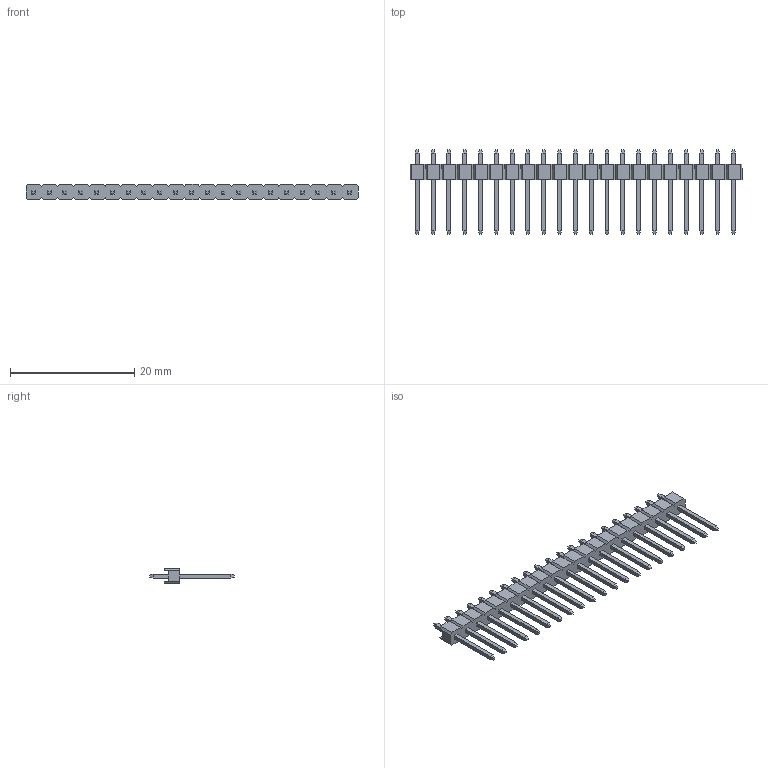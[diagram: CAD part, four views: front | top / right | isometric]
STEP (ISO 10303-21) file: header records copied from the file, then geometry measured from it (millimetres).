
FILE_DESCRIPTION(('STEP AP214'),'1');
FILE_NAME(' ',' ',('TraceParts'),('TraceParts S.A.'),'XStep 1.0',' ',' ');
FILE_SCHEMA(('automotive_design'));
Length unit declared in the file: millimetre
Products named in the file (1): 1
Bounding box: 53.34 x 13.6 x 2.5 mm (x, y, z)
Volume: 353.9 mm3; surface area: 1247.9 mm2
Topology: 1 solids, 1 shells, 630 faces, 1590 edges, 1004 vertices
Faces by surface type: plane 630
Entity records: 36296 total; most frequent: CARTESIAN_POINT 3225, STYLED_ITEM 3224, PRESENTATION_STYLE_ASSIGNMENT 3224, COLOUR_RGB 3224, ORIENTED_EDGE 3180, DIRECTION 2852, EDGE_CURVE 1590, CURVE_STYLE 1590
